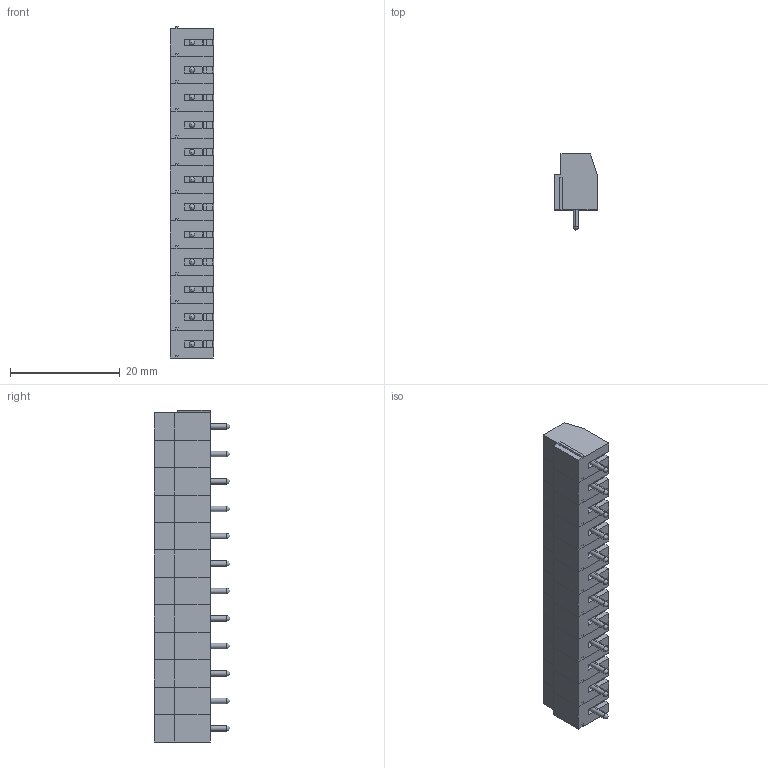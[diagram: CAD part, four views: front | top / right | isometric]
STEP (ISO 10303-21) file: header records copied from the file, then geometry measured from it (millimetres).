
FILE_DESCRIPTION (( 'STEP AP214' ), '1' );
FILE_NAME ('TBLOCK-12PIN-5mm pitch.STEP', '2020-06-29T08:25:23', ( '' ), ( '' ), 'SwSTEP 2.0', 'SolidWorks 2018', '' );
FILE_SCHEMA (( 'AUTOMOTIVE_DESIGN' ));
Length unit declared in the file: millimetre
Products named in the file (4): Outter; Inner; Screw; TBLOCK-12PIN-5mm pitch
Assembly tree (36 placements, depth 2):
  TBLOCK-12PIN-5mm pitch
    Outter  x12
    Screw  x12
    Inner  x12
Bounding box: 7.87 x 13.75 x 60.5 mm (x, y, z)
Volume: 3378.1 mm3; surface area: 8956.1 mm2
Topology: 36 solids, 36 shells, 1980 faces, 4968 edges, 2964 vertices
Faces by surface type: plane 804, cylinder 516, bspline 336, torus 156, sphere 132, cone 36
Entity records: 5821 total; most frequent: CARTESIAN_POINT 1782, ORIENTED_EDGE 802, DIRECTION 797, EDGE_CURVE 401, AXIS2_PLACEMENT_3D 300, VERTEX_POINT 245, LINE 197, VECTOR 197
